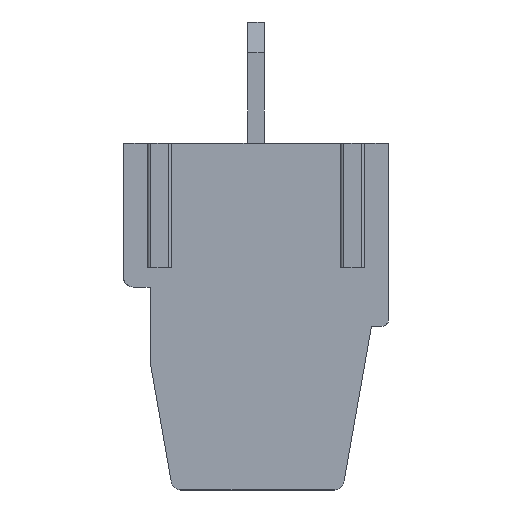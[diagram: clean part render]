
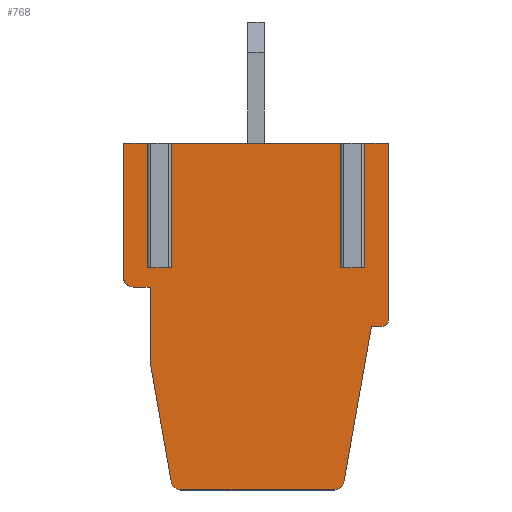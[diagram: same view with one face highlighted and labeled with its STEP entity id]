
A CAD part, front view. The second image highlights one B-rep face of the part: STEP entity #768.
In plain terms, the highlighted planar face has unit normal (0, -1, 0).
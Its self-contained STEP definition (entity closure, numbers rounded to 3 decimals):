
#768 = ADVANCED_FACE( '', ( #1758 ), #1759, .F. );
#1758 = FACE_OUTER_BOUND( '', #2941, .T. );
#1759 = PLANE( '', #2942 );
#2941 = EDGE_LOOP( '', ( #5262, #5263, #5264, #5265, #5266, #5267, #5268, #5269, #5270, #5271, #5272, #5273, #5274, #5275, #5276, #5277, #5278, #5279, #5280, #5281, #5282 ) );
#2942 = AXIS2_PLACEMENT_3D( '', #5283, #5284, #5285 );
#5262 = ORIENTED_EDGE( '', *, *, #7368, .T. );
#5263 = ORIENTED_EDGE( '', *, *, #8067, .T. );
#5264 = ORIENTED_EDGE( '', *, *, #7674, .F. );
#5265 = ORIENTED_EDGE( '', *, *, #8068, .T. );
#5266 = ORIENTED_EDGE( '', *, *, #7361, .T. );
#5267 = ORIENTED_EDGE( '', *, *, #7838, .T. );
#5268 = ORIENTED_EDGE( '', *, *, #7258, .F. );
#5269 = ORIENTED_EDGE( '', *, *, #8041, .T. );
#5270 = ORIENTED_EDGE( '', *, *, #7352, .T. );
#5271 = ORIENTED_EDGE( '', *, *, #8069, .T. );
#5272 = ORIENTED_EDGE( '', *, *, #7765, .T. );
#5273 = ORIENTED_EDGE( '', *, *, #7594, .F. );
#5274 = ORIENTED_EDGE( '', *, *, #8070, .F. );
#5275 = ORIENTED_EDGE( '', *, *, #7820, .F. );
#5276 = ORIENTED_EDGE( '', *, *, #8071, .T. );
#5277 = ORIENTED_EDGE( '', *, *, #7147, .T. );
#5278 = ORIENTED_EDGE( '', *, *, #8001, .T. );
#5279 = ORIENTED_EDGE( '', *, *, #7705, .F. );
#5280 = ORIENTED_EDGE( '', *, *, #7909, .F. );
#5281 = ORIENTED_EDGE( '', *, *, #7811, .T. );
#5282 = ORIENTED_EDGE( '', *, *, #7927, .T. );
#5283 = CARTESIAN_POINT( '', ( 33.298, -45., -4.395 ) );
#5284 = DIRECTION( '', ( 0., 1., 0. ) );
#5285 = DIRECTION( '', ( -1., 0., 0. ) );
#7147 = EDGE_CURVE( '', #8574, #8572, #8575, .T. );
#7258 = EDGE_CURVE( '', #8774, #8776, #8777, .T. );
#7352 = EDGE_CURVE( '', #8940, #8937, #8941, .T. );
#7361 = EDGE_CURVE( '', #8958, #8956, #8959, .T. );
#7368 = EDGE_CURVE( '', #8971, #8969, #8972, .T. );
#7594 = EDGE_CURVE( '', #9361, #9364, #9365, .T. );
#7674 = EDGE_CURVE( '', #9496, #9498, #9499, .T. );
#7705 = EDGE_CURVE( '', #9544, #9547, #9548, .T. );
#7765 = EDGE_CURVE( '', #9638, #9364, #9639, .F. );
#7811 = EDGE_CURVE( '', #9709, #9707, #9710, .F. );
#7820 = EDGE_CURVE( '', #9722, #9724, #9725, .T. );
#7838 = EDGE_CURVE( '', #8956, #8776, #9751, .T. );
#7909 = EDGE_CURVE( '', #9709, #9544, #9851, .T. );
#7927 = EDGE_CURVE( '', #9707, #8971, #9877, .T. );
#8001 = EDGE_CURVE( '', #8572, #9547, #9989, .F. );
#8041 = EDGE_CURVE( '', #8774, #8940, #10039, .F. );
#8067 = EDGE_CURVE( '', #8969, #9498, #10075, .T. );
#8068 = EDGE_CURVE( '', #9496, #8958, #10076, .F. );
#8069 = EDGE_CURVE( '', #8937, #9638, #10077, .T. );
#8070 = EDGE_CURVE( '', #9724, #9361, #10078, .T. );
#8071 = EDGE_CURVE( '', #9722, #8574, #10079, .F. );
#8572 = VERTEX_POINT( '', #10694 );
#8574 = VERTEX_POINT( '', #10697 );
#8575 = LINE( '', #10698, #10699 );
#8774 = VERTEX_POINT( '', #10977 );
#8776 = VERTEX_POINT( '', #10979 );
#8777 = LINE( '', #10980, #10981 );
#8937 = VERTEX_POINT( '', #11206 );
#8940 = VERTEX_POINT( '', #11210 );
#8941 = LINE( '', #11211, #11212 );
#8956 = VERTEX_POINT( '', #11231 );
#8958 = VERTEX_POINT( '', #11233 );
#8959 = LINE( '', #11234, #11235 );
#8969 = VERTEX_POINT( '', #11247 );
#8971 = VERTEX_POINT( '', #11249 );
#8972 = LINE( '', #11250, #11251 );
#9361 = VERTEX_POINT( '', #11831 );
#9364 = VERTEX_POINT( '', #11835 );
#9365 = LINE( '', #11836, #11837 );
#9496 = VERTEX_POINT( '', #12043 );
#9498 = VERTEX_POINT( '', #12045 );
#9499 = LINE( '', #12046, #12047 );
#9544 = VERTEX_POINT( '', #12108 );
#9547 = VERTEX_POINT( '', #12112 );
#9548 = LINE( '', #12113, #12114 );
#9638 = VERTEX_POINT( '', #12247 );
#9639 = CIRCLE( '', #12248, 0.298 );
#9707 = VERTEX_POINT( '', #12346 );
#9709 = VERTEX_POINT( '', #12349 );
#9710 = CIRCLE( '', #12350, 0.198 );
#9722 = VERTEX_POINT( '', #12366 );
#9724 = VERTEX_POINT( '', #12369 );
#9725 = LINE( '', #12370, #12371 );
#9751 = LINE( '', #12409, #12410 );
#9851 = LINE( '', #12563, #12564 );
#9877 = LINE( '', #12602, #12603 );
#9989 = CIRCLE( '', #12775, 0.298 );
#10039 = LINE( '', #12849, #12850 );
#10075 = LINE( '', #12902, #12903 );
#10076 = LINE( '', #12904, #12905 );
#10077 = LINE( '', #12906, #12907 );
#10078 = LINE( '', #12908, #12909 );
#10079 = CIRCLE( '', #12910, 0.298 );
#10694 = CARTESIAN_POINT( '', ( 39.448, -45., -10.6 ) );
#10697 = CARTESIAN_POINT( '', ( 34.748, -45., -10.6 ) );
#10698 = CARTESIAN_POINT( '', ( 37.098, -45., -10.6 ) );
#10699 = VECTOR( '', #13804, 1000. );
#10977 = CARTESIAN_POINT( '', ( 33.73, -45., -3.8 ) );
#10979 = CARTESIAN_POINT( '', ( 34.47, -45., -3.8 ) );
#10980 = CARTESIAN_POINT( '', ( 33.78, -45., -3.8 ) );
#10981 = VECTOR( '', #13933, 1000. );
#11206 = CARTESIAN_POINT( '', ( 33., -45., 0. ) );
#11210 = CARTESIAN_POINT( '', ( 33.73, -45., 0. ) );
#11211 = CARTESIAN_POINT( '', ( 36.497, -45., 0. ) );
#11212 = VECTOR( '', #14032, 1000. );
#11231 = CARTESIAN_POINT( '', ( 34.47, -45., 0. ) );
#11233 = CARTESIAN_POINT( '', ( 39.63, -45., 0. ) );
#11234 = CARTESIAN_POINT( '', ( 36.497, -45., 0. ) );
#11235 = VECTOR( '', #14049, 1000. );
#11247 = CARTESIAN_POINT( '', ( 40.37, -45., 0. ) );
#11249 = CARTESIAN_POINT( '', ( 41.096, -45., 0. ) );
#11250 = CARTESIAN_POINT( '', ( 36.497, -45., 0. ) );
#11251 = VECTOR( '', #14064, 1000. );
#11831 = CARTESIAN_POINT( '', ( 33.814, -45., -4.395 ) );
#11835 = CARTESIAN_POINT( '', ( 33.298, -45., -4.395 ) );
#11836 = CARTESIAN_POINT( '', ( 33.814, -45., -4.395 ) );
#11837 = VECTOR( '', #14274, 1000. );
#12043 = CARTESIAN_POINT( '', ( 39.63, -45., -3.8 ) );
#12045 = CARTESIAN_POINT( '', ( 40.37, -45., -3.8 ) );
#12046 = CARTESIAN_POINT( '', ( 39.68, -45., -3.8 ) );
#12047 = VECTOR( '', #14340, 1000. );
#12108 = CARTESIAN_POINT( '', ( 40.577, -45., -5.596 ) );
#12112 = CARTESIAN_POINT( '', ( 39.745, -45., -10.317 ) );
#12113 = CARTESIAN_POINT( '', ( 40.577, -45., -5.596 ) );
#12114 = VECTOR( '', #14379, 1000. );
#12247 = CARTESIAN_POINT( '', ( 33., -45., -4.098 ) );
#12248 = AXIS2_PLACEMENT_3D( '', #14429, #14430, #14431 );
#12346 = CARTESIAN_POINT( '', ( 41.096, -45., -5.398 ) );
#12349 = CARTESIAN_POINT( '', ( 40.898, -45., -5.596 ) );
#12350 = AXIS2_PLACEMENT_3D( '', #14472, #14473, #14474 );
#12366 = CARTESIAN_POINT( '', ( 34.451, -45., -10.317 ) );
#12369 = CARTESIAN_POINT( '', ( 33.814, -45., -6.704 ) );
#12370 = CARTESIAN_POINT( '', ( 34.498, -45., -10.587 ) );
#12371 = VECTOR( '', #14483, 1000. );
#12409 = CARTESIAN_POINT( '', ( 34.47, -45., 0. ) );
#12410 = VECTOR( '', #14499, 1000. );
#12563 = CARTESIAN_POINT( '', ( 41.096, -45., -5.596 ) );
#12564 = VECTOR( '', #14552, 1000. );
#12602 = CARTESIAN_POINT( '', ( 41.096, -45., 0. ) );
#12603 = VECTOR( '', #14565, 1000. );
#12775 = AXIS2_PLACEMENT_3D( '', #14633, #14634, #14635 );
#12849 = CARTESIAN_POINT( '', ( 33.73, -45., 0. ) );
#12850 = VECTOR( '', #14666, 1000. );
#12902 = CARTESIAN_POINT( '', ( 40.37, -45., 0. ) );
#12903 = VECTOR( '', #14683, 1000. );
#12904 = CARTESIAN_POINT( '', ( 39.63, -45., 0. ) );
#12905 = VECTOR( '', #14684, 1000. );
#12906 = CARTESIAN_POINT( '', ( 33., -45., 0. ) );
#12907 = VECTOR( '', #14685, 1000. );
#12908 = CARTESIAN_POINT( '', ( 33.814, -45., -6.704 ) );
#12909 = VECTOR( '', #14686, 1000. );
#12910 = AXIS2_PLACEMENT_3D( '', #14687, #14688, #14689 );
#13804 = DIRECTION( '', ( 1., 0., 0. ) );
#13933 = DIRECTION( '', ( 1., 0., 0. ) );
#14032 = DIRECTION( '', ( -1., 0., 0. ) );
#14049 = DIRECTION( '', ( -1., 0., 0. ) );
#14064 = DIRECTION( '', ( -1., 0., 0. ) );
#14274 = DIRECTION( '', ( -1., 0., 0. ) );
#14340 = DIRECTION( '', ( 1., 0., 0. ) );
#14379 = DIRECTION( '', ( -0.174, 0., -0.985 ) );
#14429 = CARTESIAN_POINT( '', ( 33.298, -45., -4.098 ) );
#14430 = DIRECTION( '', ( 0., 1., 0. ) );
#14431 = DIRECTION( '', ( 0., 0., 1. ) );
#14472 = CARTESIAN_POINT( '', ( 40.898, -45., -5.398 ) );
#14473 = DIRECTION( '', ( 0., 1., 0. ) );
#14474 = DIRECTION( '', ( 0., 0., 1. ) );
#14483 = DIRECTION( '', ( -0.174, 0., 0.985 ) );
#14499 = DIRECTION( '', ( 0., 0., -1. ) );
#14552 = DIRECTION( '', ( -1., 0., 0. ) );
#14565 = DIRECTION( '', ( 0., 0., 1. ) );
#14633 = CARTESIAN_POINT( '', ( 39.448, -45., -10.302 ) );
#14634 = DIRECTION( '', ( 0., 1., 0. ) );
#14635 = DIRECTION( '', ( 0., 0., 1. ) );
#14666 = DIRECTION( '', ( 0., 0., -1. ) );
#14683 = DIRECTION( '', ( 0., 0., -1. ) );
#14684 = DIRECTION( '', ( 0., 0., -1. ) );
#14685 = DIRECTION( '', ( 0., 0., -1. ) );
#14686 = DIRECTION( '', ( 0., 0., 1. ) );
#14687 = CARTESIAN_POINT( '', ( 34.748, -45., -10.302 ) );
#14688 = DIRECTION( '', ( 0., 1., 0. ) );
#14689 = DIRECTION( '', ( 0., 0., 1. ) );
